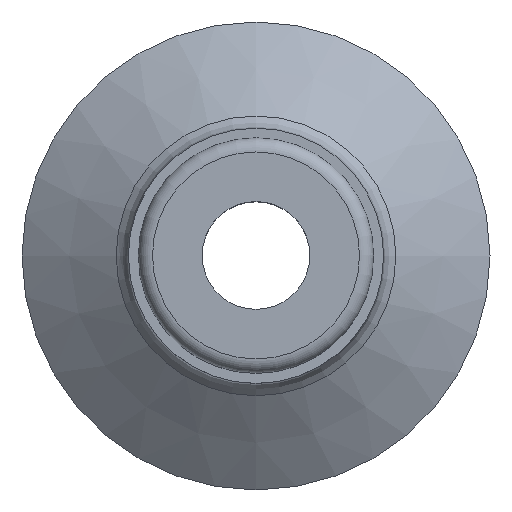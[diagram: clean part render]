
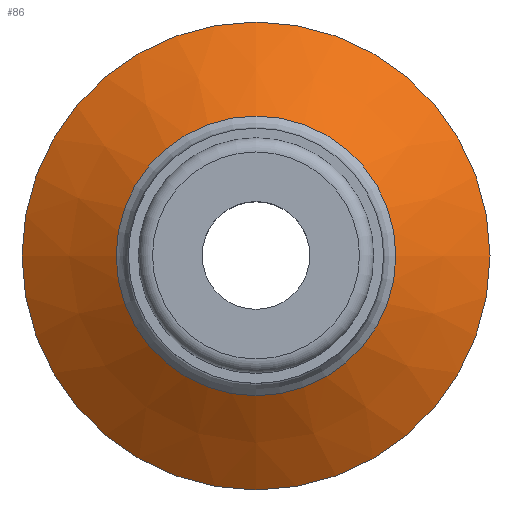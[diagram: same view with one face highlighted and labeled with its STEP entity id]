
A CAD part, top view. The second image highlights one B-rep face of the part: STEP entity #86.
In plain terms, the highlighted conical face has half-angle 55.265 degrees and reference radius 8.25 mm.
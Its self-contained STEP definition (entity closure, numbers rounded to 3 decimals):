
#86 = ADVANCED_FACE( '', ( #119, #120 ), #121, .T. );
#119 = FACE_BOUND( '', #158, .T. );
#120 = FACE_OUTER_BOUND( '', #159, .T. );
#121 = CONICAL_SURFACE( '', #160, 8.25, 0.965 );
#158 = EDGE_LOOP( '', ( #215 ) );
#159 = EDGE_LOOP( '', ( #216 ) );
#160 = AXIS2_PLACEMENT_3D( '', #217, #218, #219 );
#215 = ORIENTED_EDGE( '', *, *, #245, .T. );
#216 = ORIENTED_EDGE( '', *, *, #244, .F. );
#217 = CARTESIAN_POINT( '', ( 0., 0., 0.4 ) );
#218 = DIRECTION( '', ( 0., 0., -1. ) );
#219 = DIRECTION( '', ( -1., 0., 0. ) );
#244 = EDGE_CURVE( '', #266, #266, #267, .T. );
#245 = EDGE_CURVE( '', #268, #268, #269, .T. );
#266 = VERTEX_POINT( '', #292 );
#267 = CIRCLE( '', #293, 8.25 );
#268 = VERTEX_POINT( '', #294 );
#269 = CIRCLE( '', #295, 4.93 );
#292 = CARTESIAN_POINT( '', ( -8.25, 0., 0.4 ) );
#293 = AXIS2_PLACEMENT_3D( '', #327, #328, #329 );
#294 = CARTESIAN_POINT( '', ( -4.93, 0., 2.702 ) );
#295 = AXIS2_PLACEMENT_3D( '', #330, #331, #332 );
#327 = CARTESIAN_POINT( '', ( 0., 0., 0.4 ) );
#328 = DIRECTION( '', ( 0., 0., -1. ) );
#329 = DIRECTION( '', ( -1., 0., 0. ) );
#330 = CARTESIAN_POINT( '', ( 0., 0., 2.702 ) );
#331 = DIRECTION( '', ( 0., 0., -1. ) );
#332 = DIRECTION( '', ( -1., 0., 0. ) );
